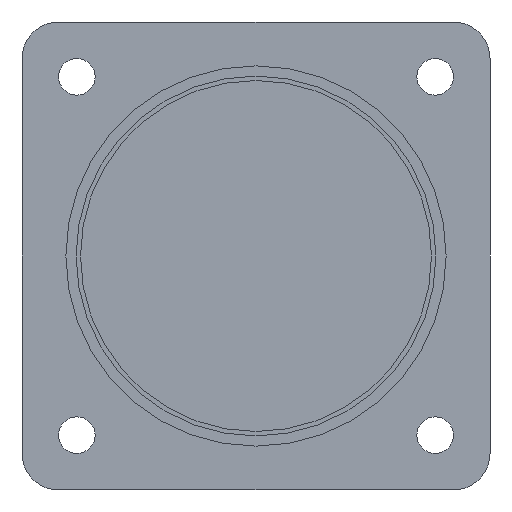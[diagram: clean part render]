
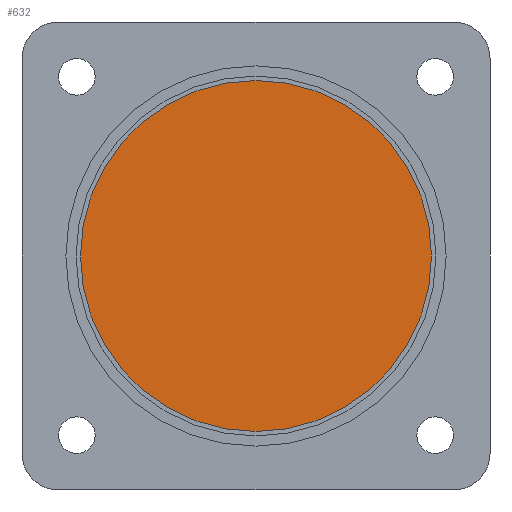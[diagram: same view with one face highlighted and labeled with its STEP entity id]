
A CAD part, front view. The second image highlights one B-rep face of the part: STEP entity #632.
In plain terms, the highlighted planar face has unit normal (0, -1, 0).
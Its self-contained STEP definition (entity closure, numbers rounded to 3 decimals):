
#23 = EDGE_LOOP ( 'NONE', ( #209, #348 ) ) ;
#57 = PLANE ( 'NONE',  #193 ) ;
#78 = CARTESIAN_POINT ( 'NONE',  ( 0., -150., 0. ) ) ;
#79 = VERTEX_POINT ( 'NONE', #161 ) ;
#89 = EDGE_CURVE ( 'NONE', #367, #79, #820, .T. ) ;
#94 = AXIS2_PLACEMENT_3D ( 'NONE', #78, #683, #678 ) ;
#115 = CIRCLE ( 'NONE', #392, 24. ) ;
#161 = CARTESIAN_POINT ( 'NONE',  ( 0., -150., 24. ) ) ;
#193 = AXIS2_PLACEMENT_3D ( 'NONE', #707, #704, #219 ) ;
#209 = ORIENTED_EDGE ( 'NONE', *, *, #89, .T. ) ;
#219 = DIRECTION ( 'NONE',  ( 0., 0., -1. ) ) ;
#337 = EDGE_CURVE ( 'NONE', #79, #367, #115, .T. ) ;
#348 = ORIENTED_EDGE ( 'NONE', *, *, #337, .T. ) ;
#367 = VERTEX_POINT ( 'NONE', #494 ) ;
#385 = CARTESIAN_POINT ( 'NONE',  ( 0., -150., 0. ) ) ;
#392 = AXIS2_PLACEMENT_3D ( 'NONE', #385, #705, #714 ) ;
#494 = CARTESIAN_POINT ( 'NONE',  ( 0., -150., -24. ) ) ;
#632 = ADVANCED_FACE ( 'NONE', ( #770 ), #57, .T. ) ;
#678 = DIRECTION ( 'NONE',  ( 0., 0., -1. ) ) ;
#683 = DIRECTION ( 'NONE',  ( 0., -1., 0. ) ) ;
#704 = DIRECTION ( 'NONE',  ( 0., -1., 0. ) ) ;
#705 = DIRECTION ( 'NONE',  ( 0., -1., 0. ) ) ;
#707 = CARTESIAN_POINT ( 'NONE',  ( 24., -150., 0. ) ) ;
#714 = DIRECTION ( 'NONE',  ( 0., 0., -1. ) ) ;
#770 = FACE_OUTER_BOUND ( 'NONE', #23, .T. ) ;
#820 = CIRCLE ( 'NONE', #94, 24. ) ;
